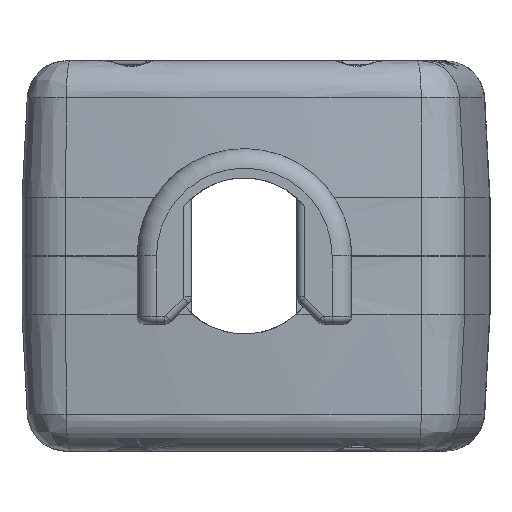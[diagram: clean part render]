
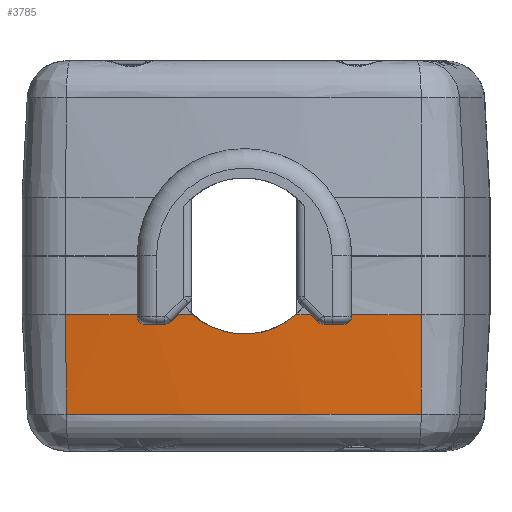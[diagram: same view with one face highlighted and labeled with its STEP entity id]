
A CAD part, front view. The second image highlights one B-rep face of the part: STEP entity #3785.
In plain terms, the highlighted conical face has half-angle 3 degrees and reference radius 90 mm.
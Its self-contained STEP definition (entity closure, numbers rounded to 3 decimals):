
#3785 = ADVANCED_FACE( 'NONE', ( #7829 ), #7830, .T. );
#7829 = FACE_OUTER_BOUND( '', #13659, .T. );
#7830 = CONICAL_SURFACE( '', #13660, 90., 0.052 );
#13659 = EDGE_LOOP( '', ( #26975, #26976, #26977, #26978, #26979, #26980 ) );
#13660 = AXIS2_PLACEMENT_3D( '', #26981, #26982, #26983 );
#26975 = ORIENTED_EDGE( '', *, *, #31677, .F. );
#26976 = ORIENTED_EDGE( '', *, *, #30554, .T. );
#26977 = ORIENTED_EDGE( '', *, *, #30583, .T. );
#26978 = ORIENTED_EDGE( '', *, *, #32793, .T. );
#26979 = ORIENTED_EDGE( '', *, *, #30663, .T. );
#26980 = ORIENTED_EDGE( '', *, *, #34313, .F. );
#26981 = CARTESIAN_POINT( '', ( 13., 72., 0. ) );
#26982 = DIRECTION( '', ( 0., 0., 1. ) );
#26983 = DIRECTION( '', ( 1., 0., 0. ) );
#30554 = EDGE_CURVE( 'NONE', #36415, #36561, #36562, .T. );
#30583 = EDGE_CURVE( 'NONE', #36561, #36609, #36610, .T. );
#30663 = EDGE_CURVE( 'NONE', #36747, #36745, #36748, .T. );
#31677 = EDGE_CURVE( 'NONE', #36415, #38396, #38397, .T. );
#32793 = EDGE_CURVE( 'NONE', #36609, #36747, #40031, .T. );
#34313 = EDGE_CURVE( 'NONE', #38396, #36745, #41947, .T. );
#36415 = VERTEX_POINT( 'NONE', #45813 );
#36561 = VERTEX_POINT( 'NONE', #46027 );
#36562 = CIRCLE( '', #46028, 89.732 );
#36609 = VERTEX_POINT( 'NONE', #46107 );
#36610 = LINE( '', #46108, #46109 );
#36745 = VERTEX_POINT( 'NONE', #46334 );
#36747 = VERTEX_POINT( 'NONE', #46345 );
#36748 = B_SPLINE_CURVE_WITH_KNOTS( '', 3, ( #46346, #46347, #46348, #46349, #46350, #46351, #46352, #46353, #46354, #46355, #46356, #46357, #46358, #46359, #46360, #46361, #46362, #46363 ), .UNSPECIFIED., .F., .F., ( 4, 2, 2, 2, 2, 2, 2, 2, 4 ), ( 0.02, 0.021, 0.021, 0.022, 0.023, 0.024, 0.024, 0.025, 0.026 ), .UNSPECIFIED. );
#38396 = VERTEX_POINT( 'NONE', #49898 );
#38397 = LINE( '', #49899, #49900 );
#40031 = CIRCLE( '', #53085, 90. );
#41947 = CIRCLE( '', #56595, 90. );
#45813 = CARTESIAN_POINT( '', ( 3.77, -17.257, -5.105 ) );
#46027 = CARTESIAN_POINT( '', ( 21.97, -17.283, -5.105 ) );
#46028 = AXIS2_PLACEMENT_3D( '', #58085, #58086, #58087 );
#46107 = CARTESIAN_POINT( '', ( 21.997, -17.549, 0. ) );
#46108 = CARTESIAN_POINT( '', ( 21.997, -17.549, 0. ) );
#46109 = VECTOR( '', #58120, 1000. );
#46334 = CARTESIAN_POINT( '', ( 10.254, -17.958, 0. ) );
#46345 = CARTESIAN_POINT( '', ( 15.546, -17.964, 0. ) );
#46346 = CARTESIAN_POINT( '', ( 15.546, -17.964, 0. ) );
#46347 = CARTESIAN_POINT( '', ( 15.364, -17.961, -0.16 ) );
#46348 = CARTESIAN_POINT( '', ( 15.17, -17.958, -0.302 ) );
#46349 = CARTESIAN_POINT( '', ( 14.76, -17.954, -0.55 ) );
#46350 = CARTESIAN_POINT( '', ( 14.54, -17.953, -0.656 ) );
#46351 = CARTESIAN_POINT( '', ( 14.089, -17.95, -0.827 ) );
#46352 = CARTESIAN_POINT( '', ( 13.857, -17.95, -0.891 ) );
#46353 = CARTESIAN_POINT( '', ( 13.385, -17.948, -0.978 ) );
#46354 = CARTESIAN_POINT( '', ( 13.141, -17.948, -1. ) );
#46355 = CARTESIAN_POINT( '', ( 12.66, -17.947, -1. ) );
#46356 = CARTESIAN_POINT( '', ( 12.421, -17.947, -0.978 ) );
#46357 = CARTESIAN_POINT( '', ( 11.948, -17.947, -0.892 ) );
#46358 = CARTESIAN_POINT( '', ( 11.712, -17.948, -0.827 ) );
#46359 = CARTESIAN_POINT( '', ( 11.262, -17.949, -0.657 ) );
#46360 = CARTESIAN_POINT( '', ( 11.046, -17.95, -0.553 ) );
#46361 = CARTESIAN_POINT( '', ( 10.633, -17.953, -0.304 ) );
#46362 = CARTESIAN_POINT( '', ( 10.436, -17.955, -0.16 ) );
#46363 = CARTESIAN_POINT( '', ( 10.254, -17.958, 0. ) );
#49898 = CARTESIAN_POINT( '', ( 3.743, -17.523, 0. ) );
#49899 = CARTESIAN_POINT( '', ( -2686.124, -26030.301, 499000. ) );
#49900 = VECTOR( '', #59134, 1000. );
#53085 = AXIS2_PLACEMENT_3D( '', #60177, #60178, #60179 );
#56595 = AXIS2_PLACEMENT_3D( '', #61409, #61410, #61411 );
#58085 = CARTESIAN_POINT( '', ( 13., 72., -5.105 ) );
#58086 = DIRECTION( '', ( 0., 0., 1. ) );
#58087 = DIRECTION( '', ( -1., 0., 0. ) );
#58120 = DIRECTION( '', ( 0.005, -0.052, 0.999 ) );
#59134 = DIRECTION( '', ( -0.005, -0.052, 0.999 ) );
#60177 = CARTESIAN_POINT( '', ( 13., 72., 0. ) );
#60178 = DIRECTION( '', ( 0., 0., -1. ) );
#60179 = DIRECTION( '', ( -1., 0., 0. ) );
#61409 = CARTESIAN_POINT( '', ( 13., 72., 0. ) );
#61410 = DIRECTION( '', ( 0., 0., 1. ) );
#61411 = DIRECTION( '', ( -1., 0., 0. ) );
